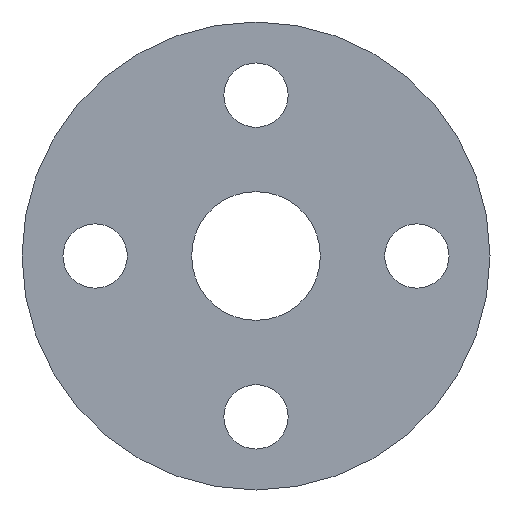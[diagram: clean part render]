
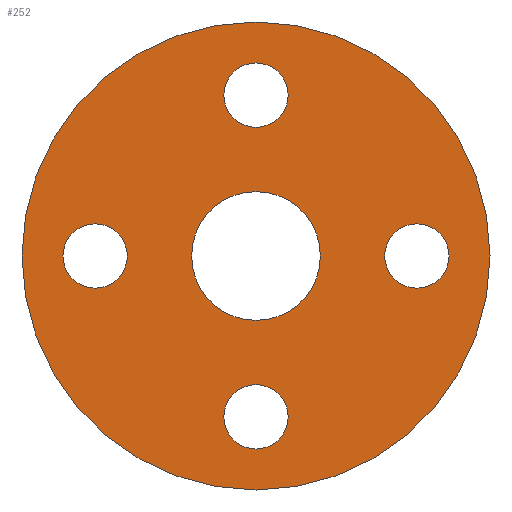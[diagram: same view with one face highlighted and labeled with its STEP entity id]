
A CAD part, front view. The second image highlights one B-rep face of the part: STEP entity #252.
In plain terms, the highlighted planar face has unit normal (0, -1, 0).
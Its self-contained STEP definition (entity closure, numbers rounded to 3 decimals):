
#1 = EDGE_CURVE ( 'NONE', #154, #336, #276, .T. ) ;
#7 = EDGE_CURVE ( 'NONE', #239, #94, #551, .T. ) ;
#9 = EDGE_LOOP ( 'NONE', ( #346, #480 ) ) ;
#13 = DIRECTION ( 'NONE',  ( 0., -1., 0. ) ) ;
#25 = EDGE_CURVE ( 'NONE', #336, #154, #486, .T. ) ;
#42 = VERTEX_POINT ( 'NONE', #62 ) ;
#45 = EDGE_CURVE ( 'NONE', #554, #350, #460, .T. ) ;
#51 = AXIS2_PLACEMENT_3D ( 'NONE', #174, #542, #132 ) ;
#54 = CIRCLE ( 'NONE', #340, 5.5 ) ;
#62 = CARTESIAN_POINT ( 'NONE',  ( -27.5, 0., -5.5 ) ) ;
#67 = DIRECTION ( 'NONE',  ( 0., 0., -1. ) ) ;
#68 = DIRECTION ( 'NONE',  ( 0., 1., 0. ) ) ;
#71 = EDGE_CURVE ( 'NONE', #285, #42, #313, .T. ) ;
#74 = DIRECTION ( 'NONE',  ( 0., 0., 1. ) ) ;
#81 = DIRECTION ( 'NONE',  ( 0., 0., 1. ) ) ;
#91 = CARTESIAN_POINT ( 'NONE',  ( 0., 0., 40. ) ) ;
#94 = VERTEX_POINT ( 'NONE', #518 ) ;
#97 = ORIENTED_EDGE ( 'NONE', *, *, #433, .T. ) ;
#112 = AXIS2_PLACEMENT_3D ( 'NONE', #375, #13, #286 ) ;
#121 = DIRECTION ( 'NONE',  ( 0., 0., 1. ) ) ;
#124 = DIRECTION ( 'NONE',  ( 0., 0., -1. ) ) ;
#129 = CARTESIAN_POINT ( 'NONE',  ( 0., 0., 33. ) ) ;
#132 = DIRECTION ( 'NONE',  ( 0., 0., -1. ) ) ;
#133 = CIRCLE ( 'NONE', #410, 11. ) ;
#145 = CARTESIAN_POINT ( 'NONE',  ( 0., 0., -27.5 ) ) ;
#150 = CIRCLE ( 'NONE', #487, 11. ) ;
#152 = CARTESIAN_POINT ( 'NONE',  ( 27.5, 0., 0. ) ) ;
#154 = VERTEX_POINT ( 'NONE', #530 ) ;
#168 = VERTEX_POINT ( 'NONE', #213 ) ;
#174 = CARTESIAN_POINT ( 'NONE',  ( 0., 0., 40. ) ) ;
#185 = AXIS2_PLACEMENT_3D ( 'NONE', #191, #473, #513 ) ;
#188 = ORIENTED_EDGE ( 'NONE', *, *, #71, .F. ) ;
#189 = CARTESIAN_POINT ( 'NONE',  ( -27.5, 0., 5.5 ) ) ;
#191 = CARTESIAN_POINT ( 'NONE',  ( 0., 0., 27.5 ) ) ;
#199 = DIRECTION ( 'NONE',  ( 0., -1., 0. ) ) ;
#205 = DIRECTION ( 'NONE',  ( 0., -1., 0. ) ) ;
#207 = AXIS2_PLACEMENT_3D ( 'NONE', #221, #403, #359 ) ;
#208 = AXIS2_PLACEMENT_3D ( 'NONE', #152, #199, #283 ) ;
#211 = DIRECTION ( 'NONE',  ( 0., -1., 0. ) ) ;
#212 = VERTEX_POINT ( 'NONE', #441 ) ;
#213 = CARTESIAN_POINT ( 'NONE',  ( 0., 0., -11. ) ) ;
#218 = AXIS2_PLACEMENT_3D ( 'NONE', #145, #205, #555 ) ;
#220 = FACE_BOUND ( 'NONE', #335, .T. ) ;
#221 = CARTESIAN_POINT ( 'NONE',  ( -27.5, 0., 0. ) ) ;
#223 = EDGE_CURVE ( 'NONE', #271, #273, #572, .T. ) ;
#236 = CARTESIAN_POINT ( 'NONE',  ( 27.5, 0., -5.5 ) ) ;
#237 = EDGE_LOOP ( 'NONE', ( #383, #506 ) ) ;
#239 = VERTEX_POINT ( 'NONE', #129 ) ;
#241 = ORIENTED_EDGE ( 'NONE', *, *, #223, .F. ) ;
#246 = DIRECTION ( 'NONE',  ( 0., -1., 0. ) ) ;
#247 = CARTESIAN_POINT ( 'NONE',  ( 0., 0., 0. ) ) ;
#252 = ADVANCED_FACE ( 'NONE', ( #308, #256, #354, #447, #220, #401 ), #589, .T. ) ;
#256 = FACE_BOUND ( 'NONE', #269, .T. ) ;
#264 = EDGE_CURVE ( 'NONE', #42, #285, #475, .T. ) ;
#269 = EDGE_LOOP ( 'NONE', ( #516, #558 ) ) ;
#271 = VERTEX_POINT ( 'NONE', #499 ) ;
#273 = VERTEX_POINT ( 'NONE', #91 ) ;
#276 = CIRCLE ( 'NONE', #218, 5.5 ) ;
#283 = DIRECTION ( 'NONE',  ( 0., 0., -1. ) ) ;
#285 = VERTEX_POINT ( 'NONE', #189 ) ;
#286 = DIRECTION ( 'NONE',  ( 0., 0., -1. ) ) ;
#308 = FACE_BOUND ( 'NONE', #237, .T. ) ;
#310 = CARTESIAN_POINT ( 'NONE',  ( 0., 0., 0. ) ) ;
#311 = CARTESIAN_POINT ( 'NONE',  ( 27.5, 0., 5.5 ) ) ;
#313 = CIRCLE ( 'NONE', #112, 5.5 ) ;
#321 = CIRCLE ( 'NONE', #453, 40. ) ;
#328 = CARTESIAN_POINT ( 'NONE',  ( 27.5, 0., 0. ) ) ;
#331 = DIRECTION ( 'NONE',  ( 0., -1., 0. ) ) ;
#335 = EDGE_LOOP ( 'NONE', ( #440, #97 ) ) ;
#336 = VERTEX_POINT ( 'NONE', #377 ) ;
#340 = AXIS2_PLACEMENT_3D ( 'NONE', #344, #211, #124 ) ;
#344 = CARTESIAN_POINT ( 'NONE',  ( 0., 0., 27.5 ) ) ;
#345 = EDGE_CURVE ( 'NONE', #350, #554, #385, .T. ) ;
#346 = ORIENTED_EDGE ( 'NONE', *, *, #1, .F. ) ;
#350 = VERTEX_POINT ( 'NONE', #236 ) ;
#354 = FACE_BOUND ( 'NONE', #507, .T. ) ;
#357 = CARTESIAN_POINT ( 'NONE',  ( 0., 0., 0. ) ) ;
#359 = DIRECTION ( 'NONE',  ( 0., 0., -1. ) ) ;
#366 = DIRECTION ( 'NONE',  ( 0., 1., 0. ) ) ;
#367 = AXIS2_PLACEMENT_3D ( 'NONE', #372, #246, #67 ) ;
#372 = CARTESIAN_POINT ( 'NONE',  ( 0., 0., -27.5 ) ) ;
#375 = CARTESIAN_POINT ( 'NONE',  ( -27.5, 0., 0. ) ) ;
#376 = AXIS2_PLACEMENT_3D ( 'NONE', #310, #483, #81 ) ;
#377 = CARTESIAN_POINT ( 'NONE',  ( 0., 0., -22. ) ) ;
#378 = ORIENTED_EDGE ( 'NONE', *, *, #264, .F. ) ;
#383 = ORIENTED_EDGE ( 'NONE', *, *, #345, .F. ) ;
#385 = CIRCLE ( 'NONE', #208, 5.5 ) ;
#396 = CARTESIAN_POINT ( 'NONE',  ( 0., 0., 0. ) ) ;
#401 = FACE_OUTER_BOUND ( 'NONE', #552, .T. ) ;
#403 = DIRECTION ( 'NONE',  ( 0., -1., 0. ) ) ;
#410 = AXIS2_PLACEMENT_3D ( 'NONE', #396, #68, #121 ) ;
#412 = DIRECTION ( 'NONE',  ( 0., 0., 1. ) ) ;
#429 = DIRECTION ( 'NONE',  ( 0., 0., -1. ) ) ;
#432 = EDGE_CURVE ( 'NONE', #212, #168, #133, .T. ) ;
#433 = EDGE_CURVE ( 'NONE', #168, #212, #150, .T. ) ;
#440 = ORIENTED_EDGE ( 'NONE', *, *, #432, .T. ) ;
#441 = CARTESIAN_POINT ( 'NONE',  ( 0., 0., 11. ) ) ;
#447 = FACE_BOUND ( 'NONE', #9, .T. ) ;
#453 = AXIS2_PLACEMENT_3D ( 'NONE', #357, #366, #412 ) ;
#460 = CIRCLE ( 'NONE', #509, 5.5 ) ;
#473 = DIRECTION ( 'NONE',  ( 0., -1., 0. ) ) ;
#475 = CIRCLE ( 'NONE', #207, 5.5 ) ;
#479 = EDGE_CURVE ( 'NONE', #94, #239, #54, .T. ) ;
#480 = ORIENTED_EDGE ( 'NONE', *, *, #25, .F. ) ;
#483 = DIRECTION ( 'NONE',  ( 0., 1., 0. ) ) ;
#486 = CIRCLE ( 'NONE', #367, 5.5 ) ;
#487 = AXIS2_PLACEMENT_3D ( 'NONE', #247, #535, #74 ) ;
#499 = CARTESIAN_POINT ( 'NONE',  ( 0., 0., -40. ) ) ;
#506 = ORIENTED_EDGE ( 'NONE', *, *, #45, .F. ) ;
#507 = EDGE_LOOP ( 'NONE', ( #378, #188 ) ) ;
#509 = AXIS2_PLACEMENT_3D ( 'NONE', #328, #331, #429 ) ;
#513 = DIRECTION ( 'NONE',  ( 0., 0., -1. ) ) ;
#516 = ORIENTED_EDGE ( 'NONE', *, *, #479, .F. ) ;
#518 = CARTESIAN_POINT ( 'NONE',  ( 0., 0., 22. ) ) ;
#530 = CARTESIAN_POINT ( 'NONE',  ( 0., 0., -33. ) ) ;
#535 = DIRECTION ( 'NONE',  ( 0., 1., 0. ) ) ;
#542 = DIRECTION ( 'NONE',  ( 0., -1., 0. ) ) ;
#551 = CIRCLE ( 'NONE', #185, 5.5 ) ;
#552 = EDGE_LOOP ( 'NONE', ( #569, #241 ) ) ;
#554 = VERTEX_POINT ( 'NONE', #311 ) ;
#555 = DIRECTION ( 'NONE',  ( 0., 0., -1. ) ) ;
#556 = EDGE_CURVE ( 'NONE', #273, #271, #321, .T. ) ;
#558 = ORIENTED_EDGE ( 'NONE', *, *, #7, .F. ) ;
#569 = ORIENTED_EDGE ( 'NONE', *, *, #556, .F. ) ;
#572 = CIRCLE ( 'NONE', #376, 40. ) ;
#589 = PLANE ( 'NONE',  #51 ) ;
